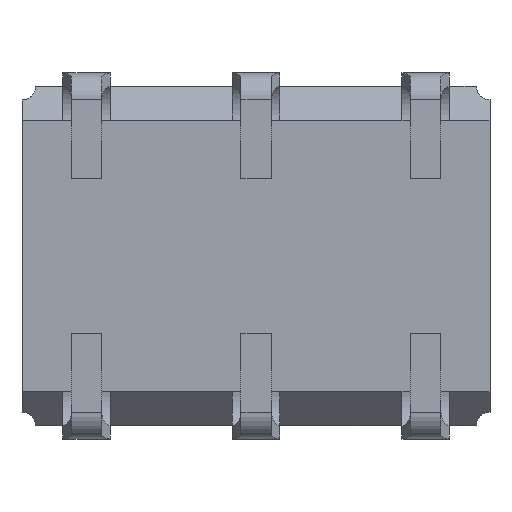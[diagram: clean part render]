
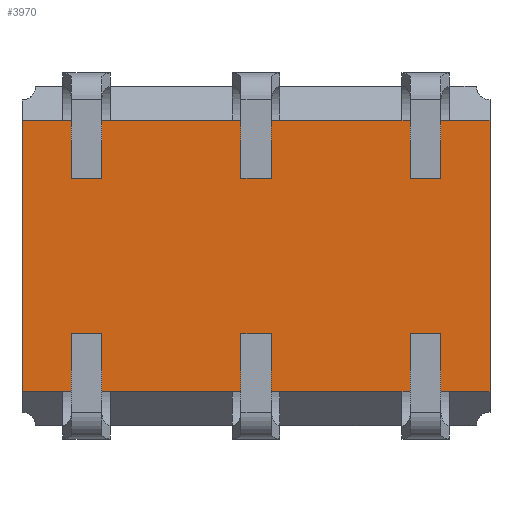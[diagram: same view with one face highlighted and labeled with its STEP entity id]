
A CAD part, front view. The second image highlights one B-rep face of the part: STEP entity #3970.
In plain terms, the highlighted planar face has unit normal (0, -1, 0).
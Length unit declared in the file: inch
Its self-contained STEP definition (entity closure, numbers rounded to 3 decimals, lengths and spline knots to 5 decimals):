
#136 = DIRECTION ( 'NONE',  ( 0., 0., 1. ) ) ;
#362 = DIRECTION ( 'NONE',  ( 1., 0., 0. ) ) ;
#947 = DIRECTION ( 'NONE',  ( 0., 0., -1. ) ) ;
#998 = VERTEX_POINT ( 'NONE', #12273 ) ;
#1129 = CARTESIAN_POINT ( 'NONE',  ( -1.68018, -0.14289, 1.05244 ) ) ;
#1161 = ORIENTED_EDGE ( 'NONE', *, *, #18225, .T. ) ;
#1262 = DIRECTION ( 'NONE',  ( 1., 0., 0. ) ) ;
#1586 = CARTESIAN_POINT ( 'NONE',  ( -1.83228, -0.14289, 1.07244 ) ) ;
#1855 = CARTESIAN_POINT ( 'NONE',  ( -1.56428, -0.14289, 0.89244 ) ) ;
#1954 = LINE ( 'NONE', #10951, #6920 ) ;
#2161 = VERTEX_POINT ( 'NONE', #12125 ) ;
#2178 = VERTEX_POINT ( 'NONE', #3588 ) ;
#2258 = EDGE_CURVE ( 'NONE', #11454, #11148, #15270, .T. ) ;
#2290 = DIRECTION ( 'NONE',  ( 1., 0., 0. ) ) ;
#2550 = VERTEX_POINT ( 'NONE', #6004 ) ;
#2597 = CARTESIAN_POINT ( 'NONE',  ( -1.83228, -0.14289, 1.05244 ) ) ;
#2875 = CARTESIAN_POINT ( 'NONE',  ( -1.6417, -0.14289, 0.89244 ) ) ;
#3115 = EDGE_CURVE ( 'NONE', #6427, #11454, #7166, .T. ) ;
#3213 = ORIENTED_EDGE ( 'NONE', *, *, #8113, .F. ) ;
#3505 = LINE ( 'NONE', #9452, #5041 ) ;
#3588 = CARTESIAN_POINT ( 'NONE',  ( -1.60818, -0.14289, 0.89244 ) ) ;
#3625 = LINE ( 'NONE', #1855, #11114 ) ;
#3640 = ORIENTED_EDGE ( 'NONE', *, *, #2258, .T. ) ;
#3679 = CARTESIAN_POINT ( 'NONE',  ( -1.6417, -0.14289, 1.05244 ) ) ;
#3854 = EDGE_CURVE ( 'NONE', #2178, #4744, #14843, .T. ) ;
#3970 = ADVANCED_FACE ( 'NONE', ( #13761 ), #8900, .F. ) ;
#4010 = VECTOR ( 'NONE', #5527, 39.37008 ) ;
#4068 = EDGE_CURVE ( 'NONE', #4744, #2550, #14152, .T. ) ;
#4201 = DIRECTION ( 'NONE',  ( -1., 0., 0. ) ) ;
#4348 = CARTESIAN_POINT ( 'NONE',  ( -1.78018, -0.14289, 1.05244 ) ) ;
#4412 = EDGE_CURVE ( 'NONE', #11287, #2178, #3625, .T. ) ;
#4744 = VERTEX_POINT ( 'NONE', #11031 ) ;
#4759 = VECTOR ( 'NONE', #947, 39.37008 ) ;
#5041 = VECTOR ( 'NONE', #7999, 39.37008 ) ;
#5190 = LINE ( 'NONE', #17172, #16514 ) ;
#5269 = VERTEX_POINT ( 'NONE', #15481 ) ;
#5429 = VECTOR ( 'NONE', #8640, 39.37008 ) ;
#5527 = DIRECTION ( 'NONE',  ( 1., 0., 0. ) ) ;
#5831 = VECTOR ( 'NONE', #13962, 39.37008 ) ;
#6004 = CARTESIAN_POINT ( 'NONE',  ( -1.55628, -0.14289, 0.89244 ) ) ;
#6029 = EDGE_CURVE ( 'NONE', #998, #2161, #1954, .T. ) ;
#6164 = EDGE_CURVE ( 'NONE', #8801, #15820, #16169, .T. ) ;
#6407 = ORIENTED_EDGE ( 'NONE', *, *, #3854, .T. ) ;
#6427 = VERTEX_POINT ( 'NONE', #16621 ) ;
#6821 = VERTEX_POINT ( 'NONE', #14700 ) ;
#6920 = VECTOR ( 'NONE', #9064, 39.37008 ) ;
#6932 = DIRECTION ( 'NONE',  ( 1., 0., 0. ) ) ;
#7044 = CARTESIAN_POINT ( 'NONE',  ( -1.70818, -0.14289, 1.05244 ) ) ;
#7076 = CARTESIAN_POINT ( 'NONE',  ( -1.56428, -0.14289, 0.89244 ) ) ;
#7166 = LINE ( 'NONE', #7076, #19366 ) ;
#7309 = VECTOR ( 'NONE', #18340, 39.37008 ) ;
#7554 = DIRECTION ( 'NONE',  ( 0., 1., 0. ) ) ;
#7669 = ORIENTED_EDGE ( 'NONE', *, *, #17461, .T. ) ;
#7914 = CARTESIAN_POINT ( 'NONE',  ( -1.7417, -0.14289, 0.89244 ) ) ;
#7999 = DIRECTION ( 'NONE',  ( 1., 0., 0. ) ) ;
#8113 = EDGE_CURVE ( 'NONE', #6821, #2550, #5190, .T. ) ;
#8153 = ORIENTED_EDGE ( 'NONE', *, *, #4068, .T. ) ;
#8161 = LINE ( 'NONE', #3679, #11028 ) ;
#8245 = ORIENTED_EDGE ( 'NONE', *, *, #4412, .T. ) ;
#8277 = LINE ( 'NONE', #15783, #14286 ) ;
#8409 = ORIENTED_EDGE ( 'NONE', *, *, #18083, .T. ) ;
#8489 = DIRECTION ( 'NONE',  ( 0., 0., -1. ) ) ;
#8640 = DIRECTION ( 'NONE',  ( -1., 0., 0. ) ) ;
#8801 = VERTEX_POINT ( 'NONE', #18169 ) ;
#8900 = PLANE ( 'NONE',  #10187 ) ;
#9064 = DIRECTION ( 'NONE',  ( -1., 0., 0. ) ) ;
#9144 = EDGE_LOOP ( 'NONE', ( #3213, #13842, #11245, #16751, #14510, #1161, #10776, #12149, #7669, #18660, #3640, #16412, #8409, #8245, #6407, #8153 ) ) ;
#9359 = DIRECTION ( 'NONE',  ( 1., 0., 0. ) ) ;
#9452 = CARTESIAN_POINT ( 'NONE',  ( -1.56428, -0.14289, 0.89244 ) ) ;
#9548 = DIRECTION ( 'NONE',  ( -1., 0., 0. ) ) ;
#9565 = EDGE_CURVE ( 'NONE', #6821, #5269, #19280, .T. ) ;
#9940 = EDGE_CURVE ( 'NONE', #998, #13549, #12529, .T. ) ;
#10187 = AXIS2_PLACEMENT_3D ( 'NONE', #1586, #7554, #136 ) ;
#10464 = EDGE_CURVE ( 'NONE', #8801, #5269, #8161, .T. ) ;
#10583 = VERTEX_POINT ( 'NONE', #11296 ) ;
#10692 = VECTOR ( 'NONE', #11159, 39.37008 ) ;
#10776 = ORIENTED_EDGE ( 'NONE', *, *, #9940, .F. ) ;
#10951 = CARTESIAN_POINT ( 'NONE',  ( -1.83228, -0.14289, 1.05244 ) ) ;
#11028 = VECTOR ( 'NONE', #2290, 39.37008 ) ;
#11031 = CARTESIAN_POINT ( 'NONE',  ( -1.58018, -0.14289, 0.89244 ) ) ;
#11045 = LINE ( 'NONE', #14411, #4759 ) ;
#11114 = VECTOR ( 'NONE', #9359, 39.37008 ) ;
#11148 = VERTEX_POINT ( 'NONE', #19411 ) ;
#11159 = DIRECTION ( 'NONE',  ( 1., 0., 0. ) ) ;
#11245 = ORIENTED_EDGE ( 'NONE', *, *, #10464, .F. ) ;
#11287 = VERTEX_POINT ( 'NONE', #17345 ) ;
#11296 = CARTESIAN_POINT ( 'NONE',  ( -1.70818, -0.14289, 0.89244 ) ) ;
#11454 = VERTEX_POINT ( 'NONE', #14158 ) ;
#12125 = CARTESIAN_POINT ( 'NONE',  ( -1.83228, -0.14289, 1.05244 ) ) ;
#12149 = ORIENTED_EDGE ( 'NONE', *, *, #6029, .T. ) ;
#12273 = CARTESIAN_POINT ( 'NONE',  ( -1.80818, -0.14289, 1.05244 ) ) ;
#12529 = LINE ( 'NONE', #15380, #7309 ) ;
#12632 = EDGE_CURVE ( 'NONE', #11148, #10583, #3505, .T. ) ;
#12691 = VERTEX_POINT ( 'NONE', #7044 ) ;
#12721 = LINE ( 'NONE', #15671, #17327 ) ;
#13549 = VERTEX_POINT ( 'NONE', #4348 ) ;
#13761 = FACE_OUTER_BOUND ( 'NONE', #9144, .T. ) ;
#13795 = CARTESIAN_POINT ( 'NONE',  ( -1.8417, -0.14289, 0.89244 ) ) ;
#13842 = ORIENTED_EDGE ( 'NONE', *, *, #9565, .T. ) ;
#13962 = DIRECTION ( 'NONE',  ( 1., 0., 0. ) ) ;
#14152 = LINE ( 'NONE', #16993, #5831 ) ;
#14158 = CARTESIAN_POINT ( 'NONE',  ( -1.80818, -0.14289, 0.89244 ) ) ;
#14286 = VECTOR ( 'NONE', #6932, 39.37008 ) ;
#14411 = CARTESIAN_POINT ( 'NONE',  ( -1.83228, -0.14289, 1.07244 ) ) ;
#14510 = ORIENTED_EDGE ( 'NONE', *, *, #15698, .F. ) ;
#14700 = CARTESIAN_POINT ( 'NONE',  ( -1.55628, -0.14289, 1.05244 ) ) ;
#14843 = LINE ( 'NONE', #2875, #4010 ) ;
#14889 = CARTESIAN_POINT ( 'NONE',  ( -1.83228, -0.14289, 1.05244 ) ) ;
#15270 = LINE ( 'NONE', #13795, #17793 ) ;
#15380 = CARTESIAN_POINT ( 'NONE',  ( -1.8417, -0.14289, 1.05244 ) ) ;
#15481 = CARTESIAN_POINT ( 'NONE',  ( -1.58018, -0.14289, 1.05244 ) ) ;
#15671 = CARTESIAN_POINT ( 'NONE',  ( -1.83228, -0.14289, 1.05244 ) ) ;
#15698 = EDGE_CURVE ( 'NONE', #12691, #15820, #8277, .T. ) ;
#15783 = CARTESIAN_POINT ( 'NONE',  ( -1.7417, -0.14289, 1.05244 ) ) ;
#15820 = VERTEX_POINT ( 'NONE', #1129 ) ;
#16169 = LINE ( 'NONE', #14889, #16653 ) ;
#16412 = ORIENTED_EDGE ( 'NONE', *, *, #12632, .T. ) ;
#16514 = VECTOR ( 'NONE', #8489, 39.37008 ) ;
#16621 = CARTESIAN_POINT ( 'NONE',  ( -1.83228, -0.14289, 0.89244 ) ) ;
#16653 = VECTOR ( 'NONE', #4201, 39.37008 ) ;
#16751 = ORIENTED_EDGE ( 'NONE', *, *, #6164, .T. ) ;
#16993 = CARTESIAN_POINT ( 'NONE',  ( -1.56428, -0.14289, 0.89244 ) ) ;
#17172 = CARTESIAN_POINT ( 'NONE',  ( -1.55628, -0.14289, 1.07244 ) ) ;
#17265 = LINE ( 'NONE', #7914, #10692 ) ;
#17327 = VECTOR ( 'NONE', #9548, 39.37008 ) ;
#17345 = CARTESIAN_POINT ( 'NONE',  ( -1.68018, -0.14289, 0.89244 ) ) ;
#17461 = EDGE_CURVE ( 'NONE', #2161, #6427, #11045, .T. ) ;
#17793 = VECTOR ( 'NONE', #362, 39.37008 ) ;
#18083 = EDGE_CURVE ( 'NONE', #10583, #11287, #17265, .T. ) ;
#18169 = CARTESIAN_POINT ( 'NONE',  ( -1.60818, -0.14289, 1.05244 ) ) ;
#18225 = EDGE_CURVE ( 'NONE', #12691, #13549, #12721, .T. ) ;
#18340 = DIRECTION ( 'NONE',  ( 1., 0., 0. ) ) ;
#18660 = ORIENTED_EDGE ( 'NONE', *, *, #3115, .T. ) ;
#19280 = LINE ( 'NONE', #2597, #5429 ) ;
#19366 = VECTOR ( 'NONE', #1262, 39.37008 ) ;
#19411 = CARTESIAN_POINT ( 'NONE',  ( -1.78018, -0.14289, 0.89244 ) ) ;
